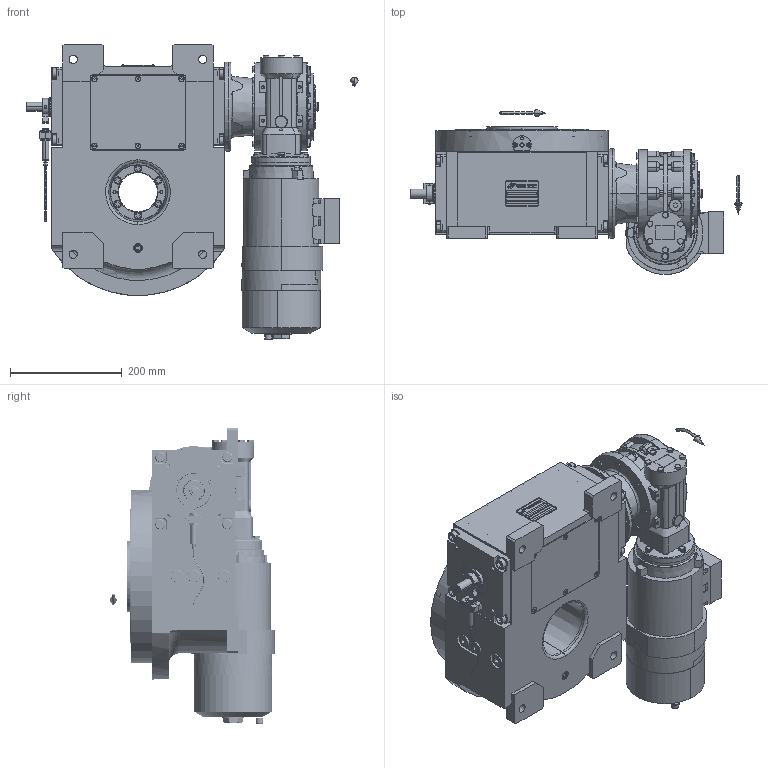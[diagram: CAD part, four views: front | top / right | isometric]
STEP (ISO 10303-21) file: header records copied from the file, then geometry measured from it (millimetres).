
FILE_DESCRIPTION (( 'STEP AP203' ), '1' );
FILE_NAME ('PC5200636.step', '2024-09-18T07:41:38', ( '' ), ( '' ), 'SwSTEP 2.0', 'SolidWorks 2020', '' );
FILE_SCHEMA (( 'CONFIG_CONTROL_DESIGN' ));
Length unit declared in the file: millimetre
Products named in the file (90): cfn2155_01_095; AS_rig09_004; cfn2115_02_057; cfn2128_19_002; CFN2155_01_195.stp; 900_38_11_019; rig09_007_master; RIG09_021_AF0.stp; cfn2000_01_081; cfn2077_01_036; rig09_003_8; rig09_016; RIG09_005_AF0.stp; cfn2151_01_115; CFN2104_02_018.stp; freccia_angolare; cfn2003_01_054; cfn2070_05_009; rig09_004; AS_900_38_30_003; 900_38_30_003; PC5200636; cfn2276_01_056; cfn2107_01_001; cfn2000_01_161; CFN2223_02_003.stp; cfn2000_01_126; cfn2000_01_099; CFN2203_02_002.stp; cfn2400_04_003; AS_rig09_017; CFN2010_02_002.stp; AS_rig09_071_8_m; RIG09_005_ASM.stp; rig09_017; olio_agip_blasia_150; cfn2010_01_015.prt; AS_rig09_016; CFN2000_01_185.stp; CFN2010_01_020.stp ...
Assembly tree (79 placements, depth 5):
  cfn2115_02_057
  rig09_007_master
  cfn2077_01_036
  cfn2151_01_115
  PC5200636
    rig09_001_a
    AS_cfn2476_01_002_60x46
      cfn2476_01_002_60x46
      cfn2107_01_001
      cfn2107_01_001
    AS_rig09_071_8_m
      rig09_071_8_m.stp
        RIG09_005_ASM.stp
          RIG09_005_AF0.stp
          RIG09_021_AF0.stp
          CFN2000_01_185.stp
          CFN2000_01_185.stp
          CFN2104_02_018.stp
        CFN2155_01_195.stp
        CFN2010_02_002.stp
      rig09_003_8
      cfn2000_01_099
      cfn2000_01_099
      cfn2000_01_099
      cfn2000_01_099
      cfn2000_01_099
      cfn2000_01_099
      cfn2000_01_099
      cfn2000_01_099
      cfn2104_01_018  x2
    AS_rig09_017
      rig09_017
      cfn2000_01_126
      cfn2000_01_126
      cfn2000_01_126
      cfn2000_01_126
      cfn2000_01_126
      cfn2000_01_126
      cfn2155_01_196
    AS_rig09_004
      rig09_004
      cfn2000_01_081
      cfn2155_01_095
      cfn2070_05_009
      cfn2000_01_081
      cfn2000_01_081
      cfn2000_01_081
    AS_rig09_004
      rig09_004
      cfn2000_01_081
      cfn2155_01_095
      cfn2070_05_009
      cfn2000_01_081
      cfn2000_01_081
      cfn2000_01_081
    AS_rig09_002_bl
      rig09_002_bl
      cfn2115_01_006
    cfn2128_04_002  x3
    cfn2128_19_002
Bounding box: 594.5 x 295.5 x 529.17 mm (x, y, z)
Volume: 11201293.6 mm3; surface area: 1749026.9 mm2
Topology: 69 solids, 71 shells, 3890 faces, 9748 edges, 6210 vertices
Faces by surface type: plane 1851, cylinder 1159, cone 594, torus 270, bspline 12, sphere 4
Entity records: 143181 total; most frequent: CARTESIAN_POINT 42794, ORIENTED_EDGE 19034, DIRECTION 18907, EDGE_CURVE 9519, AXIS2_PLACEMENT_3D 6973, VERTEX_POINT 6122, VECTOR 4961, LINE 4961
